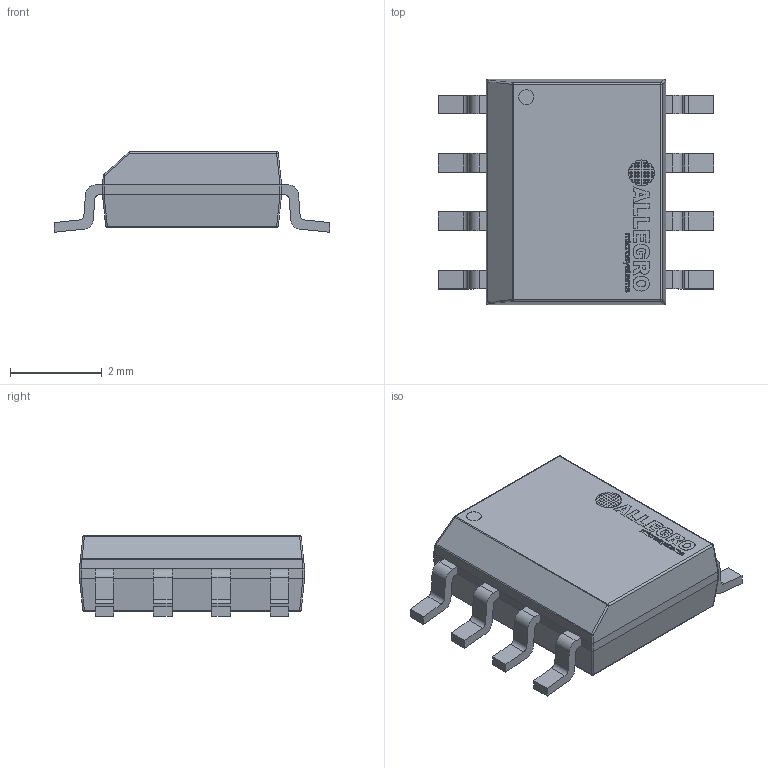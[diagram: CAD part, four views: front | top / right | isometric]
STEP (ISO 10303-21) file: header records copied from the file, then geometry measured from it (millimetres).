
FILE_DESCRIPTION(/* description */ (''),/* implementation_level */ '2;1');
FILE_NAME(/* name */ 'Allegro MicroSystems LLC ACS71240LLCBTR-030B3 - 8 SOIC.stp',/* time_stamp */ '2020-11-19T12:44:38-04:00',/* author */ ('rabri'),/* organization */ (''),/* preprocessor_version */ 'ST-DEVELOPER v18',/* originating_system */ 'Autodesk Inventor 2020',/* authorisation */ '');
FILE_SCHEMA (('AUTOMOTIVE_DESIGN { 1 0 10303 214 3 1 1 }'));
Length unit declared in the file: millimetre
Products named in the file (4): Allegro MicroSystems LLC ACS733KMATR-65AB-T - 16 SOIC; body; pins; logo
Assembly tree (3 placements, depth 2):
  Allegro MicroSystems LLC ACS733KMATR-65AB-T - 16 SOIC
    body
    pins
    logo
Bounding box: 6 x 4.9 x 1.75 mm (x, y, z)
Volume: 31.3 mm3; surface area: 83.5 mm2
Topology: 82 solids, 82 shells, 794 faces, 1862 edges, 1232 vertices
Faces by surface type: plane 564, bspline 144, cylinder 76, sphere 10
Full cylindrical faces by diameter (mm): 0.325 x1
Entity records: 23275 total; most frequent: CARTESIAN_POINT 5699, ORIENTED_EDGE 3724, DIRECTION 3066, EDGE_CURVE 1862, LINE 1428, VECTOR 1428, VERTEX_POINT 1232, AXIS2_PLACEMENT_3D 819
